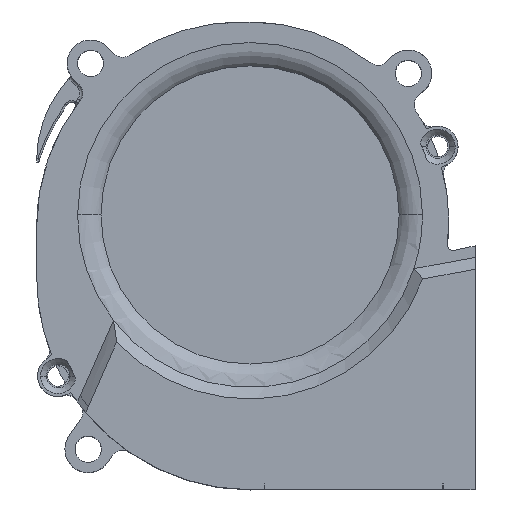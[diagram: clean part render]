
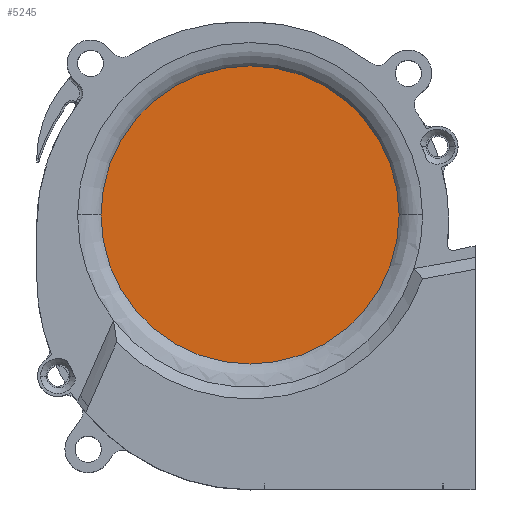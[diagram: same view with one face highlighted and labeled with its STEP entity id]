
A CAD part, top view. The second image highlights one B-rep face of the part: STEP entity #5245.
In plain terms, the highlighted planar face has unit normal (0, 0, 1).
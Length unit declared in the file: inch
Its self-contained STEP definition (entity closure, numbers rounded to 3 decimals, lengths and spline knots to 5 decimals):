
#1189=CARTESIAN_POINT('',(1.43701,1.85039,
-0.07874));
#1190=DIRECTION('',(0.,0.,-1.));
#1191=DIRECTION('',(-1.,0.,0.));
#1192=AXIS2_PLACEMENT_3D('',#1189,#1190,#1191);
#1194=CARTESIAN_POINT('',(1.43701,1.85039,
-0.07874));
#1195=DIRECTION('',(0.,0.,-1.));
#1196=DIRECTION('',(1.,0.,0.));
#1197=AXIS2_PLACEMENT_3D('',#1194,#1195,#1196);
#4121=CARTESIAN_POINT('',(0.43307,1.85039,
-0.07874));
#4122=CARTESIAN_POINT('',(2.44094,1.85039,
-0.07874));
#4123=VERTEX_POINT('',#4121);
#4124=VERTEX_POINT('',#4122);
#5234=CARTESIAN_POINT('',(1.47947,1.5942,
-0.07874));
#5235=DIRECTION('',(0.,0.,1.));
#5236=DIRECTION('',(1.,0.,0.));
#5237=AXIS2_PLACEMENT_3D('',#5234,#5235,#5236);
#5238=PLANE('',#5237);
#5240=ORIENTED_EDGE('',*,*,#5239,.T.);
#5242=ORIENTED_EDGE('',*,*,#5241,.T.);
#5243=EDGE_LOOP('',(#5240,#5242));
#5244=FACE_OUTER_BOUND('',#5243,.F.);
#5245=ADVANCED_FACE('',(#5244),#5238,.T.);
#1193=CIRCLE('',#1192,1.00394);
#1198=CIRCLE('',#1197,1.00394);
#5239=EDGE_CURVE('',#4123,#4124,#1193,.T.);
#5241=EDGE_CURVE('',#4124,#4123,#1198,.T.);
